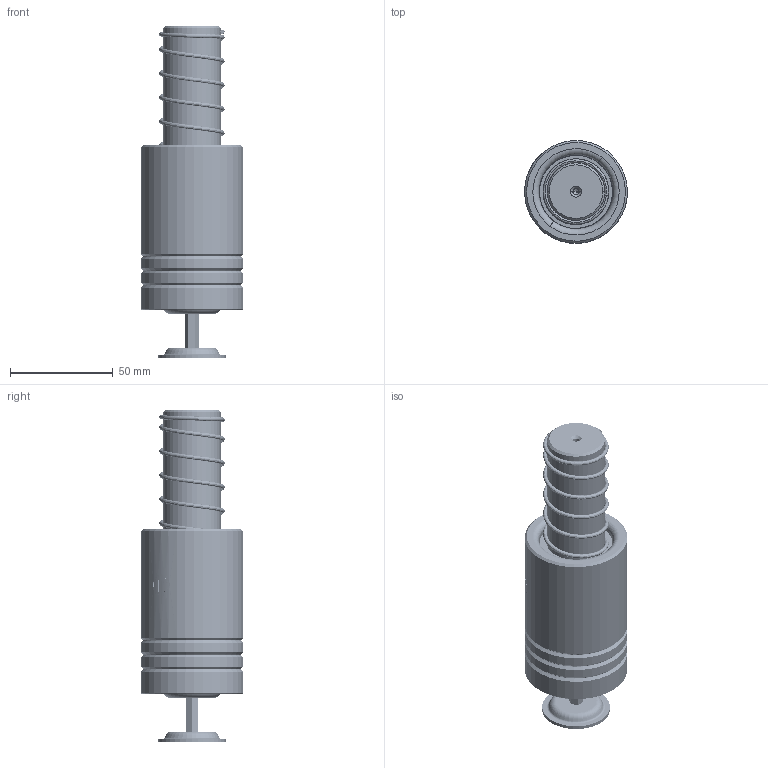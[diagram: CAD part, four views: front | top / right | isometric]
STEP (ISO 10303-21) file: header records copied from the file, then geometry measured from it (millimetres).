
FILE_DESCRIPTION (( 'STEP AP214' ), '1' );
FILE_NAME ('LMSH LMJH-D28-L140(BL-80).STEP', '2021-08-12T08:22:23', ( '' ), ( '' ), 'SwSTEP 2.0', 'SolidWorks 2016', '' );
FILE_SCHEMA (( 'AUTOMOTIVE_DESIGN' ));
Length unit declared in the file: millimetre
Products named in the file (307): BALL-D4; TBB-D50-d36-L80; GTM-33; LMSH LMJH-D28-L140(BL-80); BSH-D35.5-28.5-L75郪蚾; HWP-D31.3-d28.5-L70; DSPM-D28-L140; GTM-M12蹟簽; GTM-3-縐种; GTM-33郪蚾; BSH-35.5-28.5-L75
Assembly tree (300 placements, depth 3):
  BALL-D4
  BALL-D4
  BALL-D4
  BALL-D4
  BALL-D4
Bounding box: 49.94 x 49.94 x 161.47 mm (x, y, z)
Volume: 185200.8 mm3; surface area: 88356.5 mm2
Topology: 293 solids, 293 shells, 1317 faces, 5636 edges, 3746 vertices
Faces by surface type: sphere 1144, cylinder 50, plane 41, cone 34, torus 26, bspline 22
Entity records: 61856 total; most frequent: CARTESIAN_POINT 36945, ORIENTED_EDGE 4382, DIRECTION 3718, EDGE_CURVE 2191, AXIS2_PLACEMENT_3D 1772, VERTEX_POINT 1438, EDGE_LOOP 1305, B_SPLINE_CURVE_WITH_KNOTS 1260
